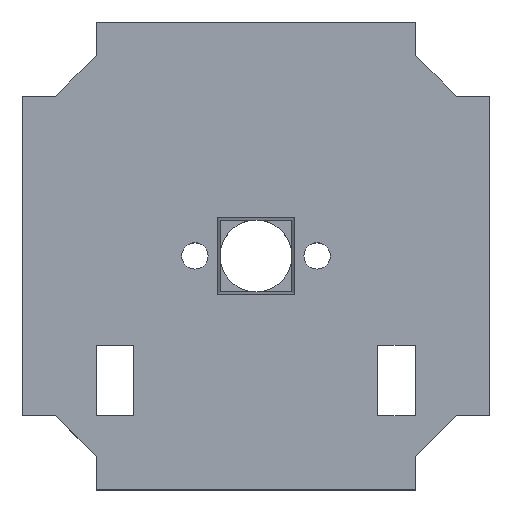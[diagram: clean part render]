
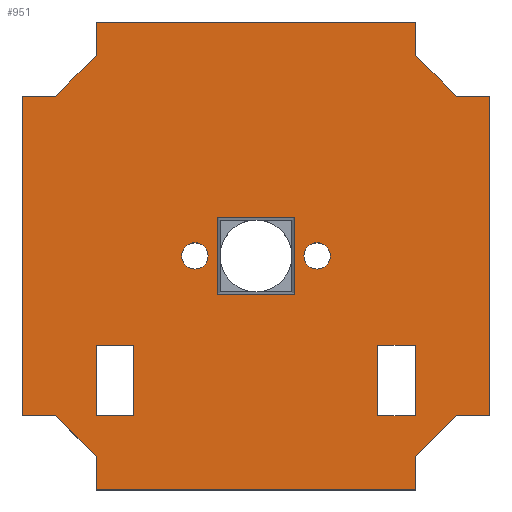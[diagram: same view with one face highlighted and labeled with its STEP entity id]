
A CAD part, top view. The second image highlights one B-rep face of the part: STEP entity #951.
In plain terms, the highlighted planar face has unit normal (0, 0, 1).
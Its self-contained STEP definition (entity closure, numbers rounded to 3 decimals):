
#23=FACE_BOUND('',#130,.T.);
#24=FACE_BOUND('',#131,.T.);
#25=FACE_BOUND('',#132,.T.);
#26=FACE_BOUND('',#133,.T.);
#27=FACE_BOUND('',#134,.T.);
#33=CIRCLE('',#1010,1.4);
#35=CIRCLE('',#1013,1.4);
#77=FACE_OUTER_BOUND('',#129,.T.);
#129=EDGE_LOOP('',(#727,#728,#729,#730,#731,#732,#733,#734,#735,#736,#737,
#738,#739,#740,#741,#742));
#130=EDGE_LOOP('',(#743,#744,#745,#746));
#131=EDGE_LOOP('',(#747,#748,#749,#750));
#132=EDGE_LOOP('',(#751));
#133=EDGE_LOOP('',(#752));
#134=EDGE_LOOP('',(#753,#754,#755,#756));
#167=LINE('',#1321,#285);
#170=LINE('',#1327,#288);
#173=LINE('',#1333,#291);
#176=LINE('',#1337,#294);
#179=LINE('',#1345,#297);
#182=LINE('',#1351,#300);
#185=LINE('',#1357,#303);
#188=LINE('',#1361,#306);
#193=LINE('',#1381,#311);
#197=LINE('',#1389,#315);
#201=LINE('',#1397,#319);
#205=LINE('',#1404,#323);
#209=LINE('',#1413,#327);
#213=LINE('',#1420,#331);
#216=LINE('',#1426,#334);
#219=LINE('',#1434,#337);
#222=LINE('',#1440,#340);
#226=LINE('',#1447,#344);
#229=LINE('',#1455,#347);
#233=LINE('',#1462,#351);
#236=LINE('',#1468,#354);
#239=LINE('',#1476,#357);
#242=LINE('',#1482,#360);
#246=LINE('',#1489,#364);
#247=LINE('',#1491,#365);
#248=LINE('',#1492,#366);
#249=LINE('',#1493,#367);
#250=LINE('',#1494,#368);
#285=VECTOR('',#1071,10.);
#288=VECTOR('',#1076,10.);
#291=VECTOR('',#1081,10.);
#294=VECTOR('',#1086,10.);
#297=VECTOR('',#1091,10.);
#300=VECTOR('',#1096,10.);
#303=VECTOR('',#1101,10.);
#306=VECTOR('',#1106,10.);
#311=VECTOR('',#1125,10.);
#315=VECTOR('',#1131,10.);
#319=VECTOR('',#1137,10.);
#323=VECTOR('',#1143,10.);
#327=VECTOR('',#1149,10.);
#331=VECTOR('',#1155,10.);
#334=VECTOR('',#1160,10.);
#337=VECTOR('',#1165,10.);
#340=VECTOR('',#1170,10.);
#344=VECTOR('',#1176,10.);
#347=VECTOR('',#1181,10.);
#351=VECTOR('',#1187,10.);
#354=VECTOR('',#1192,10.);
#357=VECTOR('',#1197,10.);
#360=VECTOR('',#1202,10.);
#364=VECTOR('',#1208,10.);
#365=VECTOR('',#1211,10.);
#366=VECTOR('',#1212,10.);
#367=VECTOR('',#1213,10.);
#368=VECTOR('',#1214,10.);
#403=VERTEX_POINT('',#1318);
#404=VERTEX_POINT('',#1320);
#406=VERTEX_POINT('',#1326);
#408=VERTEX_POINT('',#1332);
#411=VERTEX_POINT('',#1342);
#412=VERTEX_POINT('',#1344);
#414=VERTEX_POINT('',#1350);
#416=VERTEX_POINT('',#1356);
#417=VERTEX_POINT('',#1363);
#419=VERTEX_POINT('',#1369);
#423=VERTEX_POINT('',#1378);
#424=VERTEX_POINT('',#1380);
#427=VERTEX_POINT('',#1388);
#430=VERTEX_POINT('',#1396);
#435=VERTEX_POINT('',#1410);
#436=VERTEX_POINT('',#1412);
#438=VERTEX_POINT('',#1418);
#440=VERTEX_POINT('',#1424);
#443=VERTEX_POINT('',#1431);
#444=VERTEX_POINT('',#1433);
#446=VERTEX_POINT('',#1439);
#448=VERTEX_POINT('',#1445);
#451=VERTEX_POINT('',#1452);
#452=VERTEX_POINT('',#1454);
#454=VERTEX_POINT('',#1460);
#456=VERTEX_POINT('',#1466);
#459=VERTEX_POINT('',#1473);
#460=VERTEX_POINT('',#1475);
#462=VERTEX_POINT('',#1481);
#464=VERTEX_POINT('',#1487);
#491=EDGE_CURVE('',#404,#403,#167,.T.);
#494=EDGE_CURVE('',#406,#404,#170,.T.);
#497=EDGE_CURVE('',#408,#406,#173,.T.);
#500=EDGE_CURVE('',#403,#408,#176,.T.);
#503=EDGE_CURVE('',#412,#411,#179,.T.);
#506=EDGE_CURVE('',#414,#412,#182,.T.);
#509=EDGE_CURVE('',#416,#414,#185,.T.);
#512=EDGE_CURVE('',#411,#416,#188,.T.);
#513=EDGE_CURVE('',#417,#417,#33,.T.);
#516=EDGE_CURVE('',#419,#419,#35,.T.);
#521=EDGE_CURVE('',#424,#423,#193,.T.);
#525=EDGE_CURVE('',#427,#424,#197,.T.);
#529=EDGE_CURVE('',#430,#427,#201,.T.);
#533=EDGE_CURVE('',#423,#430,#205,.T.);
#537=EDGE_CURVE('',#435,#436,#209,.T.);
#541=EDGE_CURVE('',#438,#435,#213,.T.);
#544=EDGE_CURVE('',#440,#438,#216,.T.);
#547=EDGE_CURVE('',#444,#443,#219,.T.);
#550=EDGE_CURVE('',#446,#444,#222,.T.);
#554=EDGE_CURVE('',#443,#448,#226,.T.);
#557=EDGE_CURVE('',#452,#451,#229,.T.);
#561=EDGE_CURVE('',#451,#454,#233,.T.);
#564=EDGE_CURVE('',#454,#456,#236,.T.);
#567=EDGE_CURVE('',#460,#459,#239,.T.);
#570=EDGE_CURVE('',#462,#460,#242,.T.);
#574=EDGE_CURVE('',#459,#464,#246,.T.);
#575=EDGE_CURVE('',#464,#452,#247,.T.);
#576=EDGE_CURVE('',#456,#436,#248,.T.);
#577=EDGE_CURVE('',#446,#440,#249,.T.);
#578=EDGE_CURVE('',#448,#462,#250,.T.);
#727=ORIENTED_EDGE('',*,*,#575,.T.);
#728=ORIENTED_EDGE('',*,*,#557,.T.);
#729=ORIENTED_EDGE('',*,*,#561,.T.);
#730=ORIENTED_EDGE('',*,*,#564,.T.);
#731=ORIENTED_EDGE('',*,*,#576,.T.);
#732=ORIENTED_EDGE('',*,*,#537,.F.);
#733=ORIENTED_EDGE('',*,*,#541,.F.);
#734=ORIENTED_EDGE('',*,*,#544,.F.);
#735=ORIENTED_EDGE('',*,*,#577,.F.);
#736=ORIENTED_EDGE('',*,*,#550,.T.);
#737=ORIENTED_EDGE('',*,*,#547,.T.);
#738=ORIENTED_EDGE('',*,*,#554,.T.);
#739=ORIENTED_EDGE('',*,*,#578,.T.);
#740=ORIENTED_EDGE('',*,*,#570,.T.);
#741=ORIENTED_EDGE('',*,*,#567,.T.);
#742=ORIENTED_EDGE('',*,*,#574,.T.);
#743=ORIENTED_EDGE('',*,*,#497,.T.);
#744=ORIENTED_EDGE('',*,*,#494,.T.);
#745=ORIENTED_EDGE('',*,*,#491,.T.);
#746=ORIENTED_EDGE('',*,*,#500,.T.);
#747=ORIENTED_EDGE('',*,*,#509,.T.);
#748=ORIENTED_EDGE('',*,*,#506,.T.);
#749=ORIENTED_EDGE('',*,*,#503,.T.);
#750=ORIENTED_EDGE('',*,*,#512,.T.);
#751=ORIENTED_EDGE('',*,*,#513,.T.);
#752=ORIENTED_EDGE('',*,*,#516,.T.);
#753=ORIENTED_EDGE('',*,*,#529,.T.);
#754=ORIENTED_EDGE('',*,*,#525,.T.);
#755=ORIENTED_EDGE('',*,*,#521,.T.);
#756=ORIENTED_EDGE('',*,*,#533,.T.);
#903=PLANE('',#1031);
#951=ADVANCED_FACE('',(#77,#23,#24,#25,#26,#27),#903,.T.);
#1010=AXIS2_PLACEMENT_3D('',#1364,#1109,#1110);
#1013=AXIS2_PLACEMENT_3D('',#1370,#1116,#1117);
#1031=AXIS2_PLACEMENT_3D('',#1490,#1209,#1210);
#1071=DIRECTION('',(0.,-1.,0.));
#1076=DIRECTION('',(1.,0.,0.));
#1081=DIRECTION('',(0.,1.,0.));
#1086=DIRECTION('',(-1.,0.,0.));
#1091=DIRECTION('',(-1.,0.,0.));
#1096=DIRECTION('',(0.,-1.,0.));
#1101=DIRECTION('',(1.,0.,0.));
#1106=DIRECTION('',(0.,1.,0.));
#1109=DIRECTION('center_axis',(0.,0.,-1.));
#1110=DIRECTION('ref_axis',(1.,0.,0.));
#1116=DIRECTION('center_axis',(0.,0.,-1.));
#1117=DIRECTION('ref_axis',(1.,0.,0.));
#1125=DIRECTION('',(0.,-1.,0.));
#1131=DIRECTION('',(1.,0.,0.));
#1137=DIRECTION('',(0.,1.,0.));
#1143=DIRECTION('',(-1.,0.,0.));
#1149=DIRECTION('',(-1.,0.,0.));
#1155=DIRECTION('',(-0.707,0.707,0.));
#1160=DIRECTION('',(0.,1.,0.));
#1165=DIRECTION('',(0.707,0.707,0.));
#1170=DIRECTION('',(0.,1.,0.));
#1176=DIRECTION('',(1.,0.,0.));
#1181=DIRECTION('',(0.,-1.,0.));
#1187=DIRECTION('',(-0.707,-0.707,0.));
#1192=DIRECTION('',(-1.,0.,0.));
#1197=DIRECTION('',(-0.707,0.707,0.));
#1202=DIRECTION('',(-1.,0.,0.));
#1208=DIRECTION('',(0.,1.,0.));
#1209=DIRECTION('center_axis',(0.,0.,1.));
#1210=DIRECTION('ref_axis',(1.,0.,0.));
#1211=DIRECTION('',(-1.,0.,0.));
#1212=DIRECTION('',(0.,-1.,0.));
#1213=DIRECTION('',(-1.,0.,0.));
#1214=DIRECTION('',(0.,1.,0.));
#1318=CARTESIAN_POINT('',(-3.971,3.93,18.));
#1320=CARTESIAN_POINT('',(-3.971,11.43,18.));
#1321=CARTESIAN_POINT('',(-3.971,16.18,18.));
#1326=CARTESIAN_POINT('',(-7.971,11.43,18.));
#1327=CARTESIAN_POINT('',(-14.451,11.43,18.));
#1332=CARTESIAN_POINT('',(-7.971,3.93,18.));
#1333=CARTESIAN_POINT('',(-7.971,12.43,18.));
#1337=CARTESIAN_POINT('',(-12.451,3.93,18.));
#1342=CARTESIAN_POINT('',(-37.93,3.93,18.));
#1344=CARTESIAN_POINT('',(-33.93,3.93,18.));
#1345=CARTESIAN_POINT('',(-27.43,3.93,18.));
#1350=CARTESIAN_POINT('',(-33.93,11.43,18.));
#1351=CARTESIAN_POINT('',(-33.93,16.18,18.));
#1356=CARTESIAN_POINT('',(-37.93,11.43,18.));
#1357=CARTESIAN_POINT('',(-29.43,11.43,18.));
#1361=CARTESIAN_POINT('',(-37.93,12.43,18.));
#1363=CARTESIAN_POINT('',(-15.83,20.93,18.));
#1364=CARTESIAN_POINT('Origin',(-14.43,20.93,18.));
#1369=CARTESIAN_POINT('',(-28.83,20.93,18.));
#1370=CARTESIAN_POINT('Origin',(-27.43,20.93,18.));
#1378=CARTESIAN_POINT('',(-16.83,16.83,18.));
#1380=CARTESIAN_POINT('',(-16.83,25.03,18.));
#1381=CARTESIAN_POINT('',(-16.83,18.88,18.));
#1388=CARTESIAN_POINT('',(-25.03,25.03,18.));
#1389=CARTESIAN_POINT('',(-18.88,25.03,18.));
#1396=CARTESIAN_POINT('',(-25.03,16.83,18.));
#1397=CARTESIAN_POINT('',(-25.03,22.98,18.));
#1404=CARTESIAN_POINT('',(-22.98,16.83,18.));
#1410=CARTESIAN_POINT('',(-42.255,3.93,18.));
#1412=CARTESIAN_POINT('',(-45.83,3.93,18.));
#1413=CARTESIAN_POINT('',(-42.255,3.93,18.));
#1418=CARTESIAN_POINT('',(-37.93,-0.395,18.));
#1420=CARTESIAN_POINT('',(-37.93,-0.395,18.));
#1424=CARTESIAN_POINT('',(-37.93,-3.97,18.));
#1426=CARTESIAN_POINT('',(-37.93,-4.17,18.));
#1431=CARTESIAN_POINT('',(0.395,3.93,18.));
#1433=CARTESIAN_POINT('',(-3.971,-0.437,18.));
#1434=CARTESIAN_POINT('',(-3.971,-0.437,18.));
#1439=CARTESIAN_POINT('',(-3.971,-3.97,18.));
#1440=CARTESIAN_POINT('',(-3.971,-4.17,18.));
#1445=CARTESIAN_POINT('',(3.97,3.93,18.));
#1447=CARTESIAN_POINT('',(0.395,3.93,18.));
#1452=CARTESIAN_POINT('',(-37.93,42.255,18.));
#1454=CARTESIAN_POINT('',(-37.93,45.83,18.));
#1455=CARTESIAN_POINT('',(-37.93,46.03,18.));
#1460=CARTESIAN_POINT('',(-42.255,37.93,18.));
#1462=CARTESIAN_POINT('',(-37.93,42.255,18.));
#1466=CARTESIAN_POINT('',(-45.83,37.93,18.));
#1468=CARTESIAN_POINT('',(-42.255,37.93,18.));
#1473=CARTESIAN_POINT('',(-3.93,42.255,18.));
#1475=CARTESIAN_POINT('',(0.395,37.93,18.));
#1476=CARTESIAN_POINT('',(0.395,37.93,18.));
#1481=CARTESIAN_POINT('',(3.97,37.93,18.));
#1482=CARTESIAN_POINT('',(4.17,37.93,18.));
#1487=CARTESIAN_POINT('',(-3.93,45.83,18.));
#1489=CARTESIAN_POINT('',(-3.93,42.255,18.));
#1490=CARTESIAN_POINT('Origin',(-20.93,20.93,18.));
#1491=CARTESIAN_POINT('',(-3.93,45.83,18.));
#1492=CARTESIAN_POINT('',(-45.83,37.93,18.));
#1493=CARTESIAN_POINT('',(-37.73,-3.97,18.));
#1494=CARTESIAN_POINT('',(3.97,3.93,18.));
